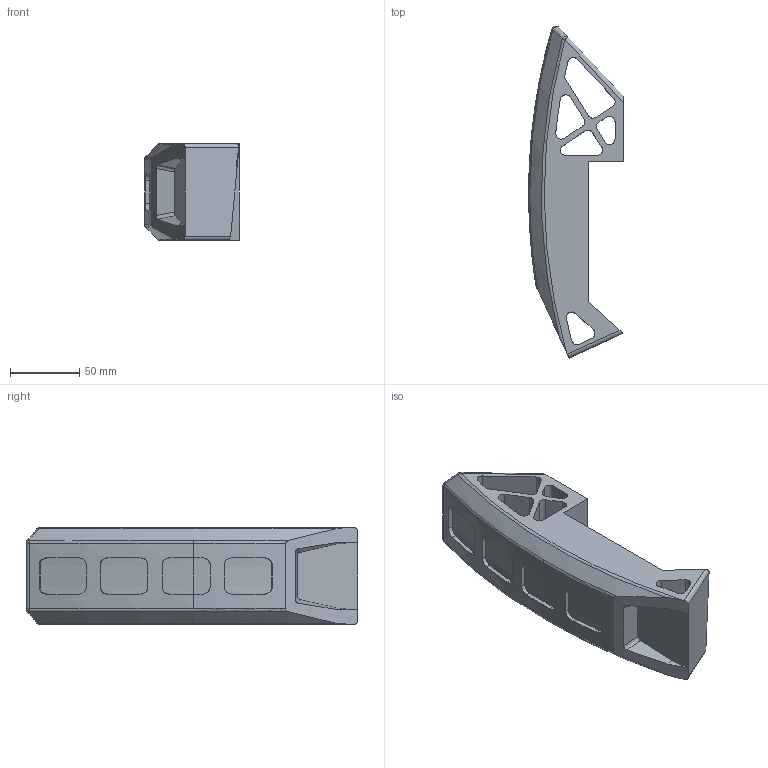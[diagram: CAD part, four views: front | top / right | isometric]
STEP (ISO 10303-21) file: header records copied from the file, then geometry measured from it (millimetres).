
FILE_DESCRIPTION (( 'STEP AP214' ), '1' );
FILE_NAME ('êëûê ëåâûé àëþìèíèé 1 øò.STEP', '2019-04-10T14:15:41', ( '' ), ( '' ), 'SwSTEP 2.0', 'SolidWorks 2018', '' );
FILE_SCHEMA (( 'AUTOMOTIVE_DESIGN' ));
Length unit declared in the file: millimetre
Products named in the file (1): êëûê ëåâûé àëþìèíèé 1 øò
Bounding box: 68.41 x 239.75 x 70 mm (x, y, z)
Volume: 487547.9 mm3; surface area: 82547 mm2
Topology: 1 solids, 1 shells, 112 faces, 310 edges, 201 vertices
Faces by surface type: plane 41, cylinder 35, bspline 24, torus 5, sphere 4, cone 3
Entity records: 7298 total; most frequent: CARTESIAN_POINT 4587, ORIENTED_EDGE 616, DIRECTION 479, EDGE_CURVE 308, VERTEX_POINT 201, AXIS2_PLACEMENT_3D 181, EDGE_LOOP 125, VECTOR 117
